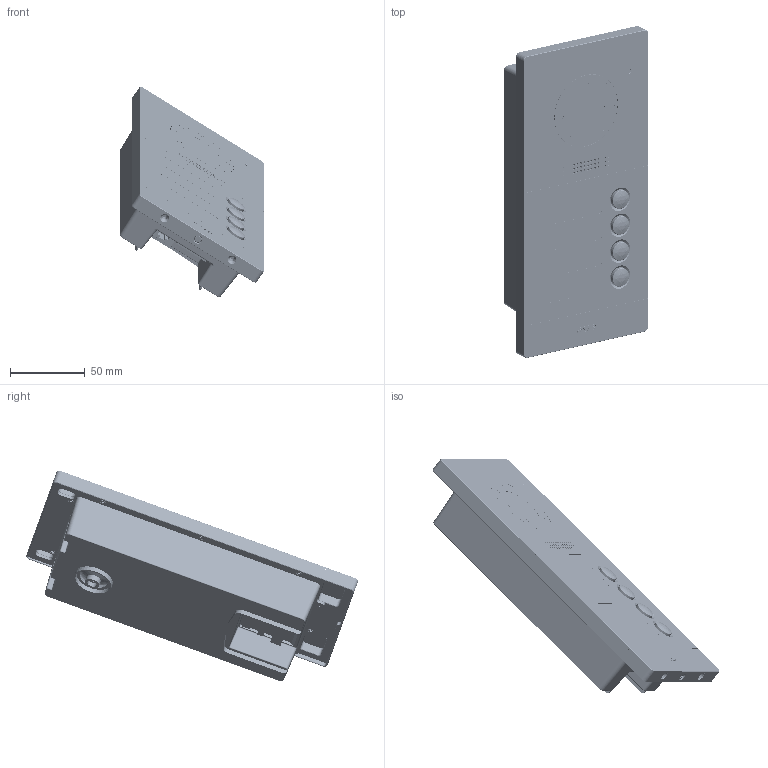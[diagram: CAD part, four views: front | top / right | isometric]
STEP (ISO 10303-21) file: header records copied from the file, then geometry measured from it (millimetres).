
FILE_DESCRIPTION(('CATIA V5 STEP Exchange'),'2;1');
FILE_NAME('VIIP-PE4.stp','2024-03-21T11:11:59+00:00',('none'),('none'),'CATIA Version 5-6 Release 2016 SP6','CATIA V5 STEP AP203','none');
FILE_SCHEMA(('CONFIG_CONTROL_DESIGN'));
Products named in the file (1): VIIP-PE4
Assembly tree (2 placements, depth 2):
  VIIP-PE4
    #57
    #101
Bounding box: 96.72 x 222.5 x 140.95 mm (x, y, z)
Volume: 264952 mm3; surface area: 272880.7 mm2
Topology: 77 solids, 77 shells, 4997 faces, 12961 edges, 8293 vertices
Faces by surface type: plane 1993, cylinder 1653, cone 543, torus 424, bspline 292, sphere 72, extrusion 20
Entity records: 217617 total; most frequent: CARTESIAN_POINT 102910, ORIENTED_EDGE 25822, DIRECTION 19049, EDGE_CURVE 12911, VERTEX_POINT 8291, AXIS2_PLACEMENT_3D 7791, VECTOR 6592, LINE 6572
